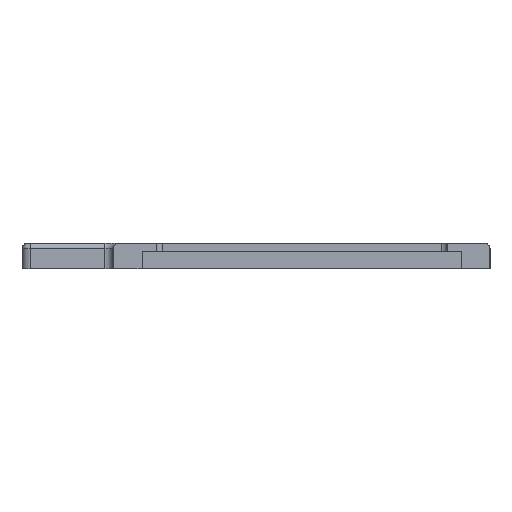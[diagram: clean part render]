
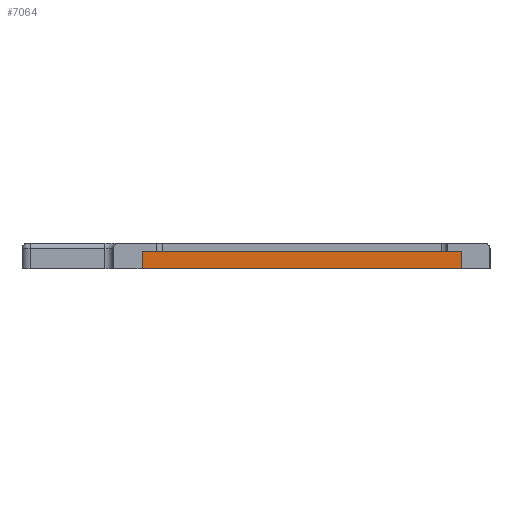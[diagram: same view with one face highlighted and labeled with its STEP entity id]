
A CAD part, left-side view. The second image highlights one B-rep face of the part: STEP entity #7064.
In plain terms, the highlighted planar face has unit normal (-1, 0, 0).
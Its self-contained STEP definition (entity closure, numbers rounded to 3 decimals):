
#107=CIRCLE('',#7281,1.);
#108=CIRCLE('',#7282,1.);
#290=PLANE('',#7280);
#644=FACE_OUTER_BOUND('',#1060,.T.);
#1060=EDGE_LOOP('',(#6352,#6353,#6354,#6355,#6356,#6357,#6358,#6359,#6360,
#6361));
#1609=LINE('',#15071,#2191);
#1623=LINE('',#15117,#2205);
#1632=LINE('',#15143,#2214);
#1636=LINE('',#15150,#2218);
#1639=LINE('',#15159,#2221);
#1642=LINE('',#15167,#2224);
#1643=LINE('',#15170,#2225);
#1644=LINE('',#15171,#2226);
#2191=VECTOR('',#8132,10.);
#2205=VECTOR('',#8166,10.);
#2214=VECTOR('',#8191,10.);
#2218=VECTOR('',#8197,10.);
#2221=VECTOR('',#8206,10.);
#2224=VECTOR('',#8213,10.);
#2225=VECTOR('',#8216,10.);
#2226=VECTOR('',#8217,10.);
#3303=VERTEX_POINT('',#15067);
#3305=VERTEX_POINT('',#15070);
#3322=VERTEX_POINT('',#15105);
#3327=VERTEX_POINT('',#15115);
#3336=VERTEX_POINT('',#15142);
#3338=VERTEX_POINT('',#15148);
#3341=VERTEX_POINT('',#15158);
#3343=VERTEX_POINT('',#15164);
#3344=VERTEX_POINT('',#15166);
#3345=VERTEX_POINT('',#15169);
#4313=EDGE_CURVE('',#3305,#3303,#1609,.T.);
#4336=EDGE_CURVE('',#3322,#3327,#1623,.T.);
#4349=EDGE_CURVE('',#3305,#3336,#1632,.T.);
#4353=EDGE_CURVE('',#3303,#3338,#1636,.T.);
#4357=EDGE_CURVE('',#3341,#3322,#1639,.T.);
#4360=EDGE_CURVE('',#3343,#3338,#107,.T.);
#4361=EDGE_CURVE('',#3343,#3344,#1642,.T.);
#4362=EDGE_CURVE('',#3341,#3344,#108,.T.);
#4363=EDGE_CURVE('',#3327,#3345,#1643,.T.);
#4364=EDGE_CURVE('',#3345,#3336,#1644,.T.);
#6352=ORIENTED_EDGE('',*,*,#4313,.T.);
#6353=ORIENTED_EDGE('',*,*,#4353,.T.);
#6354=ORIENTED_EDGE('',*,*,#4360,.F.);
#6355=ORIENTED_EDGE('',*,*,#4361,.T.);
#6356=ORIENTED_EDGE('',*,*,#4362,.F.);
#6357=ORIENTED_EDGE('',*,*,#4357,.T.);
#6358=ORIENTED_EDGE('',*,*,#4336,.T.);
#6359=ORIENTED_EDGE('',*,*,#4363,.T.);
#6360=ORIENTED_EDGE('',*,*,#4364,.T.);
#6361=ORIENTED_EDGE('',*,*,#4349,.F.);
#7064=ADVANCED_FACE('',(#644),#290,.T.);
#7280=AXIS2_PLACEMENT_3D('',#15163,#8209,#8210);
#7281=AXIS2_PLACEMENT_3D('',#15165,#8211,#8212);
#7282=AXIS2_PLACEMENT_3D('',#15168,#8214,#8215);
#8132=DIRECTION('',(0.,-1.,0.));
#8166=DIRECTION('',(0.,-1.,0.));
#8191=DIRECTION('',(0.,0.,1.));
#8197=DIRECTION('',(0.,0.,1.));
#8206=DIRECTION('',(0.,0.,-1.));
#8209=DIRECTION('center_axis',(-1.,0.,0.));
#8210=DIRECTION('ref_axis',(0.,-1.,0.));
#8211=DIRECTION('center_axis',(-1.,0.,0.));
#8212=DIRECTION('ref_axis',(0.,0.707,0.707));
#8213=DIRECTION('',(0.,-1.,0.));
#8214=DIRECTION('center_axis',(-1.,0.,0.));
#8215=DIRECTION('ref_axis',(0.,-0.707,0.707));
#8216=DIRECTION('',(0.,0.,1.));
#8217=DIRECTION('',(0.,1.,0.));
#15067=CARTESIAN_POINT('',(58.531,-8.624,3.));
#15070=CARTESIAN_POINT('',(58.531,6.205,3.));
#15071=CARTESIAN_POINT('',(58.531,-29.669,3.));
#15105=CARTESIAN_POINT('',(58.531,-20.124,3.));
#15115=CARTESIAN_POINT('',(58.531,-137.288,3.));
#15117=CARTESIAN_POINT('',(58.531,-29.669,3.));
#15142=CARTESIAN_POINT('',(58.531,6.205,9.));
#15143=CARTESIAN_POINT('',(58.531,6.205,0.));
#15148=CARTESIAN_POINT('',(58.531,-8.624,4.));
#15150=CARTESIAN_POINT('',(58.531,-8.624,2.5));
#15158=CARTESIAN_POINT('',(58.531,-20.124,4.));
#15159=CARTESIAN_POINT('',(58.531,-20.124,0.));
#15163=CARTESIAN_POINT('Origin',(58.531,6.205,0.));
#15164=CARTESIAN_POINT('',(58.531,-9.624,5.));
#15165=CARTESIAN_POINT('Origin',(58.531,-9.624,4.));
#15166=CARTESIAN_POINT('',(58.531,-19.124,5.));
#15167=CARTESIAN_POINT('',(58.531,-6.96,5.));
#15168=CARTESIAN_POINT('Origin',(58.531,-19.124,4.));
#15169=CARTESIAN_POINT('',(58.531,-137.288,9.));
#15170=CARTESIAN_POINT('',(58.531,-137.288,0.));
#15171=CARTESIAN_POINT('',(58.531,-11.002,9.));
